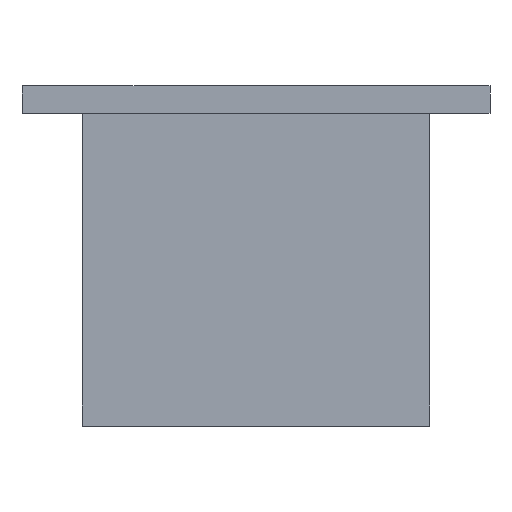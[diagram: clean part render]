
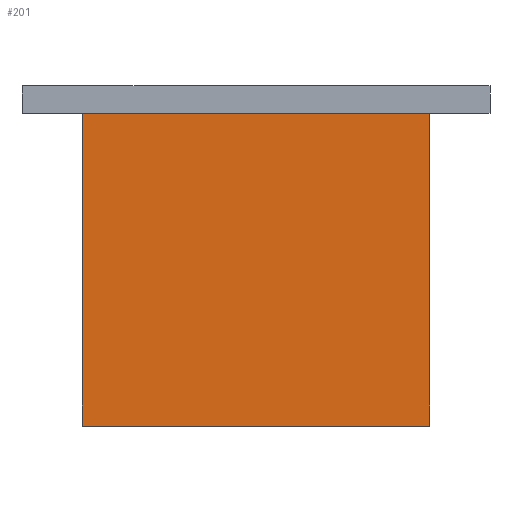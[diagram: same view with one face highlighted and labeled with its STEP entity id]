
A CAD part, left-side view. The second image highlights one B-rep face of the part: STEP entity #201.
In plain terms, the highlighted planar face has unit normal (-1, 0, 0).
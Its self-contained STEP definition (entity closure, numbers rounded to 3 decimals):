
#83 = CARTESIAN_POINT ( 'NONE',  ( 2.5, 31.9, -5. ) ) ;
#85 = VECTOR ( 'NONE', #558, 1000. ) ;
#145 = VECTOR ( 'NONE', #1086, 1000. ) ;
#201 = ADVANCED_FACE ( 'NONE', ( #820 ), #1216, .F. ) ;
#205 = LINE ( 'NONE', #592, #470 ) ;
#265 = DIRECTION ( 'NONE',  ( 1., 0., 0. ) ) ;
#269 = VERTEX_POINT ( 'NONE', #928 ) ;
#364 = DIRECTION ( 'NONE',  ( 0., 0., -1. ) ) ;
#450 = LINE ( 'NONE', #808, #503 ) ;
#470 = VECTOR ( 'NONE', #705, 1000. ) ;
#503 = VECTOR ( 'NONE', #712, 1000. ) ;
#558 = DIRECTION ( 'NONE',  ( 0., 0., 1. ) ) ;
#592 = CARTESIAN_POINT ( 'NONE',  ( 2.5, -31.9, -62.5 ) ) ;
#632 = VERTEX_POINT ( 'NONE', #856 ) ;
#654 = CARTESIAN_POINT ( 'NONE',  ( 2.5, 31.9, -62.5 ) ) ;
#705 = DIRECTION ( 'NONE',  ( 0., 0., 1. ) ) ;
#712 = DIRECTION ( 'NONE',  ( 0., 1., 0. ) ) ;
#714 = VERTEX_POINT ( 'NONE', #731 ) ;
#715 = EDGE_LOOP ( 'NONE', ( #951, #1186, #719, #878 ) ) ;
#719 = ORIENTED_EDGE ( 'NONE', *, *, #726, .F. ) ;
#726 = EDGE_CURVE ( 'NONE', #892, #714, #450, .T. ) ;
#731 = CARTESIAN_POINT ( 'NONE',  ( 2.5, 31.9, -62.5 ) ) ;
#808 = CARTESIAN_POINT ( 'NONE',  ( 2.5, 31.9, -62.5 ) ) ;
#820 = FACE_OUTER_BOUND ( 'NONE', #715, .T. ) ;
#843 = EDGE_CURVE ( 'NONE', #269, #632, #899, .T. ) ;
#856 = CARTESIAN_POINT ( 'NONE',  ( 2.5, 31.9, -5. ) ) ;
#878 = ORIENTED_EDGE ( 'NONE', *, *, #1032, .T. ) ;
#892 = VERTEX_POINT ( 'NONE', #918 ) ;
#899 = LINE ( 'NONE', #83, #145 ) ;
#918 = CARTESIAN_POINT ( 'NONE',  ( 2.5, -31.9, -62.5 ) ) ;
#928 = CARTESIAN_POINT ( 'NONE',  ( 2.5, -31.9, -5. ) ) ;
#930 = LINE ( 'NONE', #1124, #85 ) ;
#951 = ORIENTED_EDGE ( 'NONE', *, *, #843, .T. ) ;
#1032 = EDGE_CURVE ( 'NONE', #892, #269, #205, .T. ) ;
#1048 = AXIS2_PLACEMENT_3D ( 'NONE', #654, #265, #364 ) ;
#1086 = DIRECTION ( 'NONE',  ( 0., 1., 0. ) ) ;
#1124 = CARTESIAN_POINT ( 'NONE',  ( 2.5, 31.9, -62.5 ) ) ;
#1126 = EDGE_CURVE ( 'NONE', #714, #632, #930, .T. ) ;
#1186 = ORIENTED_EDGE ( 'NONE', *, *, #1126, .F. ) ;
#1216 = PLANE ( 'NONE',  #1048 ) ;
